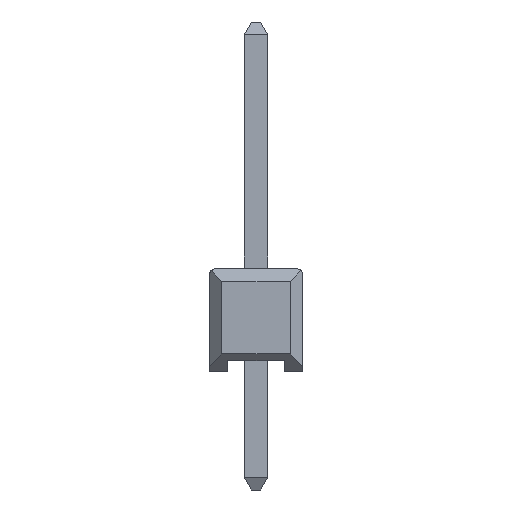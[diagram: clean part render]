
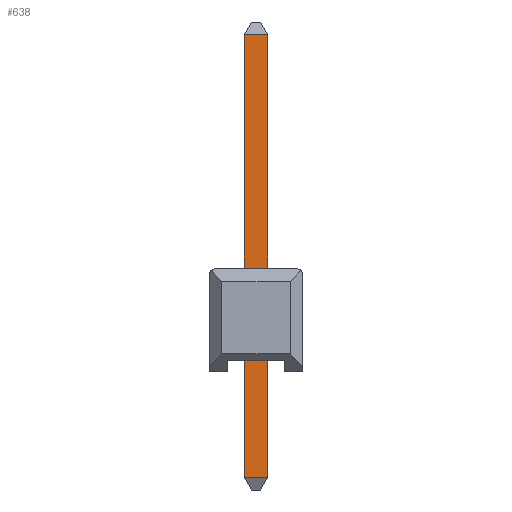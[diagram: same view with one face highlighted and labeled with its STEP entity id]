
A CAD part, left-side view. The second image highlights one B-rep face of the part: STEP entity #638.
In plain terms, the highlighted planar face has unit normal (-1, 0, 0).
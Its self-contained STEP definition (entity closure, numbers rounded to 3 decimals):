
#638=ADVANCED_FACE('',(#964),#11177,.T.);
#964=FACE_OUTER_BOUND('',#1308,.T.);
#1308=EDGE_LOOP('',(#2903,#2904,#2905,#2906));
#2903=ORIENTED_EDGE('',*,*,#7877,.T.);
#2904=ORIENTED_EDGE('',*,*,#7876,.F.);
#2905=ORIENTED_EDGE('',*,*,#7878,.T.);
#2906=ORIENTED_EDGE('',*,*,#7867,.F.);
#4519=PCURVE('',#10896,#6147);
#4530=PCURVE('',#10897,#6158);
#4531=PCURVE('',#11177,#6159);
#4532=PCURVE('',#11177,#6160);
#4533=PCURVE('',#11177,#6161);
#4534=PCURVE('',#11177,#6162);
#4552=PCURVE('',#11182,#6180);
#4565=PCURVE('',#11185,#6193);
#6147=DEFINITIONAL_REPRESENTATION('',(#10252),#19518);
#6158=DEFINITIONAL_REPRESENTATION('',(#10272),#19518);
#6159=DEFINITIONAL_REPRESENTATION('',(#10274),#19518);
#6160=DEFINITIONAL_REPRESENTATION('',(#10275),#19518);
#6161=DEFINITIONAL_REPRESENTATION('',(#10277),#19518);
#6162=DEFINITIONAL_REPRESENTATION('',(#10278),#19518);
#6180=DEFINITIONAL_REPRESENTATION('',(#10304),#19518);
#6193=DEFINITIONAL_REPRESENTATION('',(#10324),#19518);
#7021=SURFACE_CURVE('',#10251,(#4519,#4534),.PCURVE_S1.);
#7030=SURFACE_CURVE('',#10271,(#4530,#4532),.PCURVE_S1.);
#7031=SURFACE_CURVE('',#10273,(#4531,#4552),.PCURVE_S1.);
#7032=SURFACE_CURVE('',#10276,(#4533,#4565),.PCURVE_S1.);
#7867=EDGE_CURVE('',#10866,#10864,#7021,.T.);
#7876=EDGE_CURVE('',#10870,#10871,#7030,.T.);
#7877=EDGE_CURVE('',#10866,#10871,#7031,.T.);
#7878=EDGE_CURVE('',#10870,#10864,#7032,.T.);
#10251=B_SPLINE_CURVE_WITH_KNOTS('',1,(#18990,#18991),.UNSPECIFIED.,.F.,
 .F.,(2,2),(-20.383,-11.156),.UNSPECIFIED.);
#10252=B_SPLINE_CURVE_WITH_KNOTS('',1,(#18992,#18993),.UNSPECIFIED.,.F.,
 .F.,(2,2),(-20.383,-11.156),.UNSPECIFIED.);
#10271=B_SPLINE_CURVE_WITH_KNOTS('',1,(#19036,#19037),.UNSPECIFIED.,.F.,
 .F.,(2,2),(-10.526,-1.298),.UNSPECIFIED.);
#10272=B_SPLINE_CURVE_WITH_KNOTS('',1,(#19038,#19039),.UNSPECIFIED.,.F.,
 .F.,(2,2),(-10.526,-1.298),.UNSPECIFIED.);
#10273=B_SPLINE_CURVE_WITH_KNOTS('',1,(#19040,#19041),.UNSPECIFIED.,.F.,
 .F.,(2,2),(0.,0.63),.UNSPECIFIED.);
#10274=B_SPLINE_CURVE_WITH_KNOTS('',1,(#19042,#19043),.UNSPECIFIED.,.F.,
 .F.,(2,2),(0.,0.63),.UNSPECIFIED.);
#10275=B_SPLINE_CURVE_WITH_KNOTS('',1,(#19044,#19045),.UNSPECIFIED.,.F.,
 .F.,(2,2),(-10.526,-1.298),.UNSPECIFIED.);
#10276=B_SPLINE_CURVE_WITH_KNOTS('',1,(#19046,#19047),.UNSPECIFIED.,.F.,
 .F.,(2,2),(10.526,11.156),.UNSPECIFIED.);
#10277=B_SPLINE_CURVE_WITH_KNOTS('',1,(#19048,#19049),.UNSPECIFIED.,.F.,
 .F.,(2,2),(10.526,11.156),.UNSPECIFIED.);
#10278=B_SPLINE_CURVE_WITH_KNOTS('',1,(#19050,#19051),.UNSPECIFIED.,.F.,
 .F.,(2,2),(-20.383,-11.156),.UNSPECIFIED.);
#10304=B_SPLINE_CURVE_WITH_KNOTS('',1,(#19102,#19103),.UNSPECIFIED.,.F.,
 .F.,(2,2),(0.,0.63),.UNSPECIFIED.);
#10324=B_SPLINE_CURVE_WITH_KNOTS('',1,(#19142,#19143),.UNSPECIFIED.,.F.,
 .F.,(2,2),(10.526,11.156),.UNSPECIFIED.);
#10864=VERTEX_POINT('',#18974);
#10866=VERTEX_POINT('',#18976);
#10870=VERTEX_POINT('',#18980);
#10871=VERTEX_POINT('',#18981);
#10896=B_SPLINE_SURFACE_WITH_KNOTS('',1,1,((#18954,#18955),(#18956,#18957)),
 .UNSPECIFIED.,.F.,.F.,.F.,(2,2),(2,2),(-9.358,0.093),
(-0.64,0.01),.UNSPECIFIED.);
#10897=B_SPLINE_SURFACE_WITH_KNOTS('',1,1,((#18959,#18960),(#18961,#18962)),
 .UNSPECIFIED.,.F.,.F.,.F.,(2,2),(2,2),(-0.64,0.01),(-9.358,
0.093),.UNSPECIFIED.);
#11177=PLANE('',#11487);
#11182=PLANE('',#11492);
#11185=PLANE('',#11495);
#11487=AXIS2_PLACEMENT_3D('',#18963,#11782,$);
#11492=AXIS2_PLACEMENT_3D('',#18968,#11787,$);
#11495=AXIS2_PLACEMENT_3D('',#18971,#11790,$);
#11782=DIRECTION('',(-1.,0.,0.));
#11787=DIRECTION('',(-0.873,0.,0.488));
#11790=DIRECTION('',(-0.873,0.,-0.487));
#18954=CARTESIAN_POINT('',(-0.325,-0.315,9.326));
#18955=CARTESIAN_POINT('',(0.325,-0.315,9.326));
#18956=CARTESIAN_POINT('',(-0.325,-0.315,-2.981));
#18957=CARTESIAN_POINT('',(0.325,-0.315,-2.981));
#18959=CARTESIAN_POINT('',(-0.325,0.315,9.326));
#18960=CARTESIAN_POINT('',(-0.325,0.315,-2.981));
#18961=CARTESIAN_POINT('',(0.325,0.315,9.326));
#18962=CARTESIAN_POINT('',(0.325,0.315,-2.981));
#18963=CARTESIAN_POINT('',(-0.315,-0.325,9.326));
#18968=CARTESIAN_POINT('',(-0.12,-0.325,9.504));
#18971=CARTESIAN_POINT('',(-0.12,-0.325,-3.209));
#18974=CARTESIAN_POINT('',(-0.315,-0.315,-2.86));
#18976=CARTESIAN_POINT('',(-0.315,-0.315,9.156));
#18980=CARTESIAN_POINT('',(-0.315,0.315,-2.86));
#18981=CARTESIAN_POINT('',(-0.315,0.315,9.156));
#18990=CARTESIAN_POINT('',(-0.315,-0.315,9.156));
#18991=CARTESIAN_POINT('',(-0.315,-0.315,-2.86));
#18992=CARTESIAN_POINT('',(-9.227,-0.63));
#18993=CARTESIAN_POINT('',(0.,-0.63));
#19036=CARTESIAN_POINT('',(-0.315,0.315,-2.86));
#19037=CARTESIAN_POINT('',(-0.315,0.315,9.156));
#19038=CARTESIAN_POINT('',(-0.63,0.));
#19039=CARTESIAN_POINT('',(-0.63,-9.227));
#19040=CARTESIAN_POINT('',(-0.315,-0.315,9.156));
#19041=CARTESIAN_POINT('',(-0.315,0.315,9.156));
#19042=CARTESIAN_POINT('',(0.,0.038));
#19043=CARTESIAN_POINT('',(0.63,0.038));
#19044=CARTESIAN_POINT('',(0.63,9.266));
#19045=CARTESIAN_POINT('',(0.63,0.038));
#19046=CARTESIAN_POINT('',(-0.315,0.315,-2.86));
#19047=CARTESIAN_POINT('',(-0.315,-0.315,-2.86));
#19048=CARTESIAN_POINT('',(0.63,9.266));
#19049=CARTESIAN_POINT('',(0.,9.266));
#19050=CARTESIAN_POINT('',(0.,0.038));
#19051=CARTESIAN_POINT('',(0.,9.266));
#19102=CARTESIAN_POINT('',(-0.44,0.39));
#19103=CARTESIAN_POINT('',(0.19,0.39));
#19142=CARTESIAN_POINT('',(0.389,0.19));
#19143=CARTESIAN_POINT('',(0.389,-0.44));
#19518=(
GEOMETRIC_REPRESENTATION_CONTEXT(2)
PARAMETRIC_REPRESENTATION_CONTEXT()
REPRESENTATION_CONTEXT('pspace','')
);
